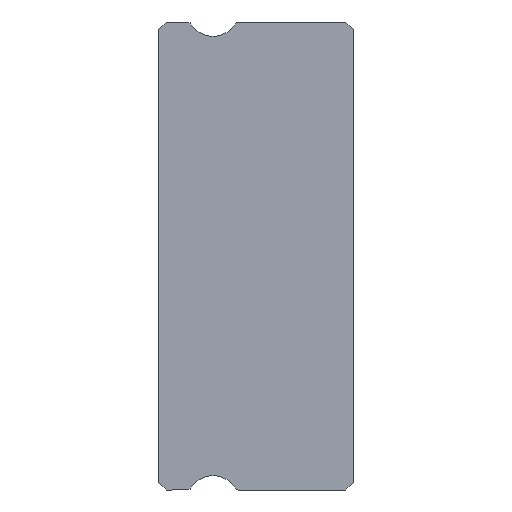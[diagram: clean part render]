
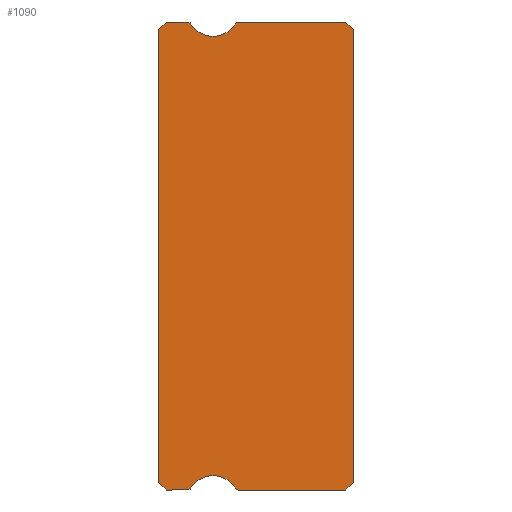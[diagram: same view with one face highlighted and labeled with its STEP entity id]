
A CAD part, left-side view. The second image highlights one B-rep face of the part: STEP entity #1090.
In plain terms, the highlighted planar face has unit normal (-1, 0, 0).
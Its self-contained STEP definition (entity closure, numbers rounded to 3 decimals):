
#40 = VECTOR ( 'NONE', #1104, 1000. ) ;
#45 = VECTOR ( 'NONE', #1199, 1000. ) ;
#54 = VECTOR ( 'NONE', #237, 1000. ) ;
#76 = VERTEX_POINT ( 'NONE', #883 ) ;
#80 = EDGE_CURVE ( 'NONE', #1353, #223, #793, .T. ) ;
#100 = VERTEX_POINT ( 'NONE', #602 ) ;
#118 = DIRECTION ( 'NONE',  ( 0., 1., 0. ) ) ;
#122 = CARTESIAN_POINT ( 'NONE',  ( -5., 6.381, 9. ) ) ;
#131 = CARTESIAN_POINT ( 'NONE',  ( -5., 7.5, 8.7 ) ) ;
#170 = AXIS2_PLACEMENT_3D ( 'NONE', #1081, #1534, #1665 ) ;
#202 = LINE ( 'NONE', #948, #745 ) ;
#211 = CARTESIAN_POINT ( 'NONE',  ( -5., 0., 8.7 ) ) ;
#213 = DIRECTION ( 'NONE',  ( 0., -1., 0. ) ) ;
#217 = CARTESIAN_POINT ( 'NONE',  ( -5., 7.5, -8.7 ) ) ;
#223 = VERTEX_POINT ( 'NONE', #1275 ) ;
#236 = VECTOR ( 'NONE', #1415, 1000. ) ;
#237 = DIRECTION ( 'NONE',  ( 0., -1., 0. ) ) ;
#254 = DIRECTION ( 'NONE',  ( 0., 0., -1. ) ) ;
#277 = CARTESIAN_POINT ( 'NONE',  ( -5., 7.2, 9. ) ) ;
#286 = VERTEX_POINT ( 'NONE', #954 ) ;
#297 = VERTEX_POINT ( 'NONE', #976 ) ;
#307 = EDGE_CURVE ( 'NONE', #297, #1356, #1704, .T. ) ;
#317 = CARTESIAN_POINT ( 'NONE',  ( -5., 6.381, 8.85 ) ) ;
#373 = LINE ( 'NONE', #966, #236 ) ;
#403 = CARTESIAN_POINT ( 'NONE',  ( -5., 6.381, 8.85 ) ) ;
#406 = DIRECTION ( 'NONE',  ( 1., 0., 0. ) ) ;
#408 = ORIENTED_EDGE ( 'NONE', *, *, #307, .F. ) ;
#418 = CARTESIAN_POINT ( 'NONE',  ( -5., 6.381, -9. ) ) ;
#430 = EDGE_CURVE ( 'NONE', #843, #1717, #778, .T. ) ;
#433 = DIRECTION ( 'NONE',  ( 0., 0., -1. ) ) ;
#468 = VERTEX_POINT ( 'NONE', #722 ) ;
#470 = VERTEX_POINT ( 'NONE', #1166 ) ;
#489 = EDGE_CURVE ( 'NONE', #1747, #297, #202, .T. ) ;
#543 = DIRECTION ( 'NONE',  ( 0., 0., -1. ) ) ;
#548 = EDGE_CURVE ( 'NONE', #468, #1061, #1536, .T. ) ;
#569 = LINE ( 'NONE', #277, #1391 ) ;
#575 = AXIS2_PLACEMENT_3D ( 'NONE', #1079, #627, #1493 ) ;
#601 = EDGE_CURVE ( 'NONE', #286, #1353, #851, .T. ) ;
#602 = CARTESIAN_POINT ( 'NONE',  ( -5., 4.547, 8.928 ) ) ;
#627 = DIRECTION ( 'NONE',  ( 1., 0., 0. ) ) ;
#629 = EDGE_CURVE ( 'NONE', #100, #1747, #902, .T. ) ;
#636 = ORIENTED_EDGE ( 'NONE', *, *, #80, .F. ) ;
#647 = DIRECTION ( 'NONE',  ( 1., 0., 0. ) ) ;
#651 = CARTESIAN_POINT ( 'NONE',  ( -5., 7.5, 8.7 ) ) ;
#654 = DIRECTION ( 'NONE',  ( 0., 0., -1. ) ) ;
#675 = CIRCLE ( 'NONE', #763, 0.15 ) ;
#685 = CARTESIAN_POINT ( 'NONE',  ( -5., 6.381, -9. ) ) ;
#695 = CARTESIAN_POINT ( 'NONE',  ( -5., 4.419, 8.85 ) ) ;
#697 = AXIS2_PLACEMENT_3D ( 'NONE', #1780, #771, #1522 ) ;
#700 = DIRECTION ( 'NONE',  ( -1., 0., 0. ) ) ;
#722 = CARTESIAN_POINT ( 'NONE',  ( -5., 7.2, 9. ) ) ;
#745 = VECTOR ( 'NONE', #213, 1000. ) ;
#755 = ORIENTED_EDGE ( 'NONE', *, *, #1240, .F. ) ;
#763 = AXIS2_PLACEMENT_3D ( 'NONE', #1739, #1721, #1003 ) ;
#771 = DIRECTION ( 'NONE',  ( -1., 0., 0. ) ) ;
#777 = ORIENTED_EDGE ( 'NONE', *, *, #927, .T. ) ;
#778 = CIRCLE ( 'NONE', #841, 1. ) ;
#780 = AXIS2_PLACEMENT_3D ( 'NONE', #695, #406, #254 ) ;
#785 = EDGE_CURVE ( 'NONE', #470, #76, #1878, .T. ) ;
#791 = EDGE_CURVE ( 'NONE', #76, #100, #855, .T. ) ;
#793 = LINE ( 'NONE', #1242, #45 ) ;
#831 = LINE ( 'NONE', #211, #1144 ) ;
#841 = AXIS2_PLACEMENT_3D ( 'NONE', #1182, #700, #543 ) ;
#843 = VERTEX_POINT ( 'NONE', #1789 ) ;
#851 = LINE ( 'NONE', #1577, #1742 ) ;
#855 = CIRCLE ( 'NONE', #170, 1. ) ;
#883 = CARTESIAN_POINT ( 'NONE',  ( -5., 5.4, 8.45 ) ) ;
#902 = CIRCLE ( 'NONE', #780, 0.15 ) ;
#921 = ORIENTED_EDGE ( 'NONE', *, *, #785, .F. ) ;
#925 = EDGE_CURVE ( 'NONE', #1044, #1666, #1141, .T. ) ;
#927 = EDGE_CURVE ( 'NONE', #286, #1356, #831, .T. ) ;
#932 = ORIENTED_EDGE ( 'NONE', *, *, #1444, .F. ) ;
#948 = CARTESIAN_POINT ( 'NONE',  ( -5., 6.381, 9. ) ) ;
#954 = CARTESIAN_POINT ( 'NONE',  ( -5., 0., -8.7 ) ) ;
#966 = CARTESIAN_POINT ( 'NONE',  ( -5., 7.2, -9. ) ) ;
#976 = CARTESIAN_POINT ( 'NONE',  ( -5., 0.3, 9. ) ) ;
#984 = AXIS2_PLACEMENT_3D ( 'NONE', #317, #647, #654 ) ;
#989 = CARTESIAN_POINT ( 'NONE',  ( -5., 0.3, 9. ) ) ;
#1003 = DIRECTION ( 'NONE',  ( 0., 0., -1. ) ) ;
#1023 = EDGE_LOOP ( 'NONE', ( #1871, #1292, #1120, #1027, #1069, #755, #636, #1688, #777, #408, #1648, #1429, #1690, #921, #932, #1826, #1557 ) ) ;
#1027 = ORIENTED_EDGE ( 'NONE', *, *, #1650, .F. ) ;
#1044 = VERTEX_POINT ( 'NONE', #1733 ) ;
#1061 = VERTEX_POINT ( 'NONE', #131 ) ;
#1069 = ORIENTED_EDGE ( 'NONE', *, *, #430, .F. ) ;
#1071 = VERTEX_POINT ( 'NONE', #122 ) ;
#1076 = EDGE_CURVE ( 'NONE', #1517, #1061, #1160, .T. ) ;
#1079 = CARTESIAN_POINT ( 'NONE',  ( -5., 4.419, -8.85 ) ) ;
#1081 = CARTESIAN_POINT ( 'NONE',  ( -5., 5.4, 9.45 ) ) ;
#1090 = ADVANCED_FACE ( 'NONE', ( #1333 ), #1150, .F. ) ;
#1104 = DIRECTION ( 'NONE',  ( 0., 0.707, -0.707 ) ) ;
#1109 = VECTOR ( 'NONE', #1763, 1000. ) ;
#1120 = ORIENTED_EDGE ( 'NONE', *, *, #925, .T. ) ;
#1137 = CARTESIAN_POINT ( 'NONE',  ( -5., 0., 8.7 ) ) ;
#1141 = LINE ( 'NONE', #685, #54 ) ;
#1144 = VECTOR ( 'NONE', #1409, 1000. ) ;
#1150 = PLANE ( 'NONE',  #1660 ) ;
#1160 = LINE ( 'NONE', #1770, #1109 ) ;
#1166 = CARTESIAN_POINT ( 'NONE',  ( -5., 6.253, 8.928 ) ) ;
#1182 = CARTESIAN_POINT ( 'NONE',  ( -5., 5.4, -9.45 ) ) ;
#1199 = DIRECTION ( 'NONE',  ( 0., 1., 0. ) ) ;
#1240 = EDGE_CURVE ( 'NONE', #223, #843, #1724, .T. ) ;
#1242 = CARTESIAN_POINT ( 'NONE',  ( -5., 6.381, -9. ) ) ;
#1275 = CARTESIAN_POINT ( 'NONE',  ( -5., 4.419, -9. ) ) ;
#1281 = EDGE_CURVE ( 'NONE', #1517, #1044, #373, .T. ) ;
#1291 = DIRECTION ( 'NONE',  ( 1., 0., 0. ) ) ;
#1292 = ORIENTED_EDGE ( 'NONE', *, *, #1281, .T. ) ;
#1323 = CIRCLE ( 'NONE', #984, 0.15 ) ;
#1333 = FACE_OUTER_BOUND ( 'NONE', #1023, .T. ) ;
#1353 = VERTEX_POINT ( 'NONE', #1585 ) ;
#1356 = VERTEX_POINT ( 'NONE', #1137 ) ;
#1391 = VECTOR ( 'NONE', #118, 1000. ) ;
#1409 = DIRECTION ( 'NONE',  ( 0., 0., 1. ) ) ;
#1415 = DIRECTION ( 'NONE',  ( 0., -0.707, -0.707 ) ) ;
#1429 = ORIENTED_EDGE ( 'NONE', *, *, #629, .F. ) ;
#1433 = VECTOR ( 'NONE', #1552, 1000. ) ;
#1444 = EDGE_CURVE ( 'NONE', #1071, #470, #1323, .T. ) ;
#1488 = CARTESIAN_POINT ( 'NONE',  ( -5., 6.253, -8.928 ) ) ;
#1493 = DIRECTION ( 'NONE',  ( 0., 0., -1. ) ) ;
#1517 = VERTEX_POINT ( 'NONE', #217 ) ;
#1522 = DIRECTION ( 'NONE',  ( 0., 0., -1. ) ) ;
#1534 = DIRECTION ( 'NONE',  ( -1., 0., 0. ) ) ;
#1536 = LINE ( 'NONE', #651, #40 ) ;
#1552 = DIRECTION ( 'NONE',  ( 0., -0.707, -0.707 ) ) ;
#1557 = ORIENTED_EDGE ( 'NONE', *, *, #548, .T. ) ;
#1577 = CARTESIAN_POINT ( 'NONE',  ( -5., 0., -8.7 ) ) ;
#1585 = CARTESIAN_POINT ( 'NONE',  ( -5., 0.3, -9. ) ) ;
#1648 = ORIENTED_EDGE ( 'NONE', *, *, #489, .F. ) ;
#1650 = EDGE_CURVE ( 'NONE', #1717, #1666, #675, .T. ) ;
#1660 = AXIS2_PLACEMENT_3D ( 'NONE', #403, #1291, #433 ) ;
#1665 = DIRECTION ( 'NONE',  ( 0., 0., -1. ) ) ;
#1666 = VERTEX_POINT ( 'NONE', #418 ) ;
#1688 = ORIENTED_EDGE ( 'NONE', *, *, #601, .F. ) ;
#1690 = ORIENTED_EDGE ( 'NONE', *, *, #791, .F. ) ;
#1704 = LINE ( 'NONE', #989, #1433 ) ;
#1717 = VERTEX_POINT ( 'NONE', #1488 ) ;
#1718 = DIRECTION ( 'NONE',  ( 0., 0.707, -0.707 ) ) ;
#1721 = DIRECTION ( 'NONE',  ( 1., 0., 0. ) ) ;
#1724 = CIRCLE ( 'NONE', #575, 0.15 ) ;
#1733 = CARTESIAN_POINT ( 'NONE',  ( -5., 7.2, -9. ) ) ;
#1739 = CARTESIAN_POINT ( 'NONE',  ( -5., 6.381, -8.85 ) ) ;
#1742 = VECTOR ( 'NONE', #1718, 1000. ) ;
#1747 = VERTEX_POINT ( 'NONE', #1893 ) ;
#1748 = EDGE_CURVE ( 'NONE', #1071, #468, #569, .T. ) ;
#1763 = DIRECTION ( 'NONE',  ( 0., 0., 1. ) ) ;
#1770 = CARTESIAN_POINT ( 'NONE',  ( -5., 7.5, 8.85 ) ) ;
#1780 = CARTESIAN_POINT ( 'NONE',  ( -5., 5.4, 9.45 ) ) ;
#1789 = CARTESIAN_POINT ( 'NONE',  ( -5., 4.547, -8.928 ) ) ;
#1826 = ORIENTED_EDGE ( 'NONE', *, *, #1748, .T. ) ;
#1871 = ORIENTED_EDGE ( 'NONE', *, *, #1076, .F. ) ;
#1878 = CIRCLE ( 'NONE', #697, 1. ) ;
#1893 = CARTESIAN_POINT ( 'NONE',  ( -5., 4.419, 9. ) ) ;
